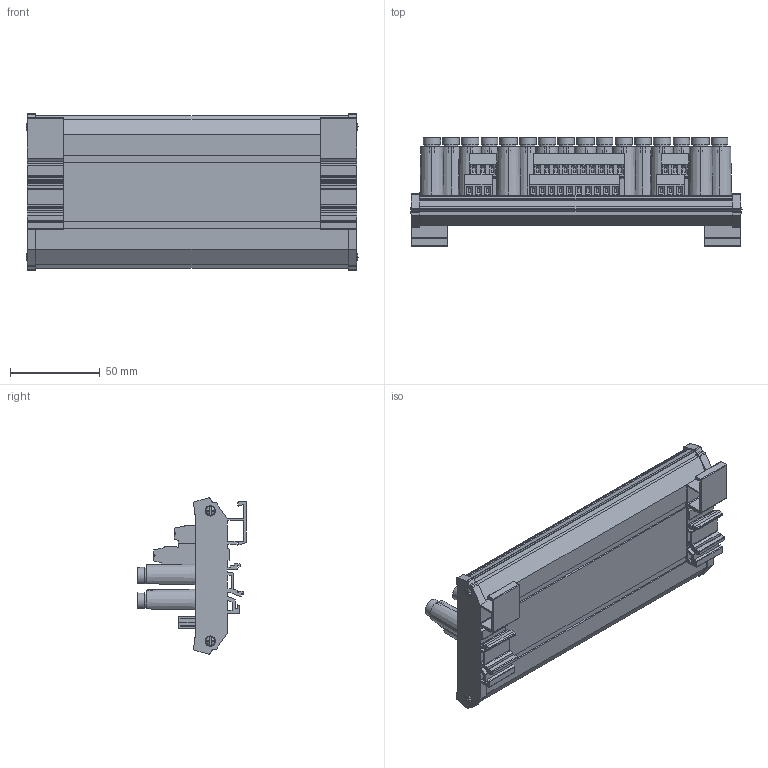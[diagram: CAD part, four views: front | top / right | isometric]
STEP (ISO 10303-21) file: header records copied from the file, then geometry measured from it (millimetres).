
FILE_DESCRIPTION (( 'STEP AP214' ), '1' );
FILE_NAME ('ZL-RFU20.step', '2014-11-13T22:37:26', ( '' ), ( '' ), 'SwSTEP 2.0', 'SolidWorks 2014', '' );
FILE_SCHEMA (( 'AUTOMOTIVE_DESIGN' ));
Length unit declared in the file: inch
Products named in the file (1): ZL-RFU20
Bounding box: 184.56 x 60.45 x 86.87 mm (x, y, z)
Volume: 182658.4 mm3; surface area: 110918.8 mm2
Topology: 1 solids, 2 shells, 1413 faces, 3550 edges, 2316 vertices
Faces by surface type: plane 1144, cylinder 229, cone 32, sphere 8
Entity records: 51944 total; most frequent: CARTESIAN_POINT 7707, ORIENTED_EDGE 7100, DIRECTION 6957, EDGE_CURVE 3550, VECTOR 2789, LINE 2789, VERTEX_POINT 2316, AXIS2_PLACEMENT_3D 2084
